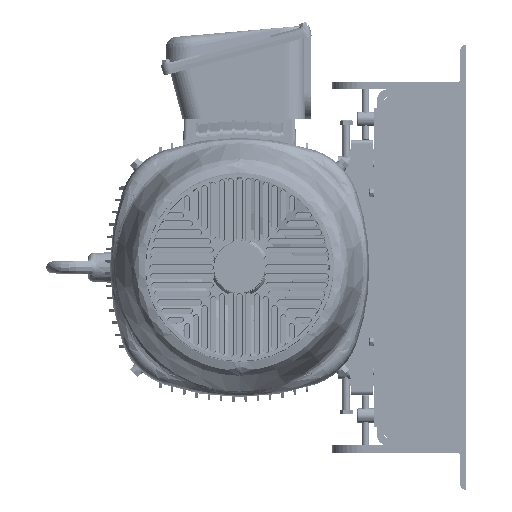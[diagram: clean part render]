
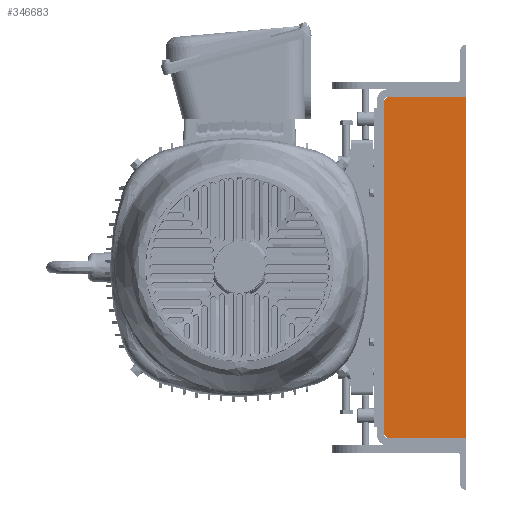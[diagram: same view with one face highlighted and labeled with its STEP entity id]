
A CAD part, left-side view. The second image highlights one B-rep face of the part: STEP entity #346683.
In plain terms, the highlighted planar face has unit normal (-1, 0, 0).
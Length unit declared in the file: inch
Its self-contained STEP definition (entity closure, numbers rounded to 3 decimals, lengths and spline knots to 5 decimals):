
#2684 = VECTOR ( 'NONE', #257808, 39.37008 ) ;
#17591 = VERTEX_POINT ( 'NONE', #39691 ) ;
#20910 = DIRECTION ( 'NONE',  ( 0., 0., -1. ) ) ;
#29389 = VECTOR ( 'NONE', #78316, 39.37008 ) ;
#38330 = LINE ( 'NONE', #136129, #29389 ) ;
#39691 = CARTESIAN_POINT ( 'NONE',  ( 0., 5.5, -0.75 ) ) ;
#43057 = LINE ( 'NONE', #229021, #2684 ) ;
#47203 = CARTESIAN_POINT ( 'NONE',  ( 0., 5.25, -0.5 ) ) ;
#52447 = VERTEX_POINT ( 'NONE', #228245 ) ;
#64588 = DIRECTION ( 'NONE',  ( -1., 0., 0. ) ) ;
#66995 = DIRECTION ( 'NONE',  ( 0., 0., 1. ) ) ;
#78316 = DIRECTION ( 'NONE',  ( 0., -1., 0. ) ) ;
#105511 = ORIENTED_EDGE ( 'NONE', *, *, #315919, .F. ) ;
#105799 = EDGE_CURVE ( 'NONE', #355565, #52447, #198954, .T. ) ;
#116040 = ORIENTED_EDGE ( 'NONE', *, *, #361051, .F. ) ;
#116482 = CARTESIAN_POINT ( 'NONE',  ( 0., 5.5, -23.25 ) ) ;
#126078 = PLANE ( 'NONE',  #126970 ) ;
#126970 = AXIS2_PLACEMENT_3D ( 'NONE', #299531, #64588, #66995 ) ;
#135148 = VERTEX_POINT ( 'NONE', #298386 ) ;
#136129 = CARTESIAN_POINT ( 'NONE',  ( 0., 0., -0.5 ) ) ;
#138768 = FACE_OUTER_BOUND ( 'NONE', #313231, .T. ) ;
#141507 = VERTEX_POINT ( 'NONE', #255946 ) ;
#147931 = LINE ( 'NONE', #47203, #305497 ) ;
#164308 = CARTESIAN_POINT ( 'NONE',  ( 0., 0., -23.5 ) ) ;
#173799 = EDGE_CURVE ( 'NONE', #17591, #141507, #147931, .T. ) ;
#186976 = ORIENTED_EDGE ( 'NONE', *, *, #105799, .F. ) ;
#198954 = LINE ( 'NONE', #164308, #284228 ) ;
#200835 = DIRECTION ( 'NONE',  ( 0., 0., 1. ) ) ;
#217341 = EDGE_CURVE ( 'NONE', #52447, #135148, #43057, .T. ) ;
#228245 = CARTESIAN_POINT ( 'NONE',  ( 0., 0., -23.5 ) ) ;
#229021 = CARTESIAN_POINT ( 'NONE',  ( 0., 5.25, -23.5 ) ) ;
#229290 = ORIENTED_EDGE ( 'NONE', *, *, #217341, .F. ) ;
#232200 = DIRECTION ( 'NONE',  ( 0., 0.707, 0.707 ) ) ;
#247081 = DIRECTION ( 'NONE',  ( 0., -0.707, 0.707 ) ) ;
#255946 = CARTESIAN_POINT ( 'NONE',  ( 0., 5.25, -0.5 ) ) ;
#257808 = DIRECTION ( 'NONE',  ( 0., 1., 0. ) ) ;
#271770 = VECTOR ( 'NONE', #200835, 39.37008 ) ;
#273284 = ORIENTED_EDGE ( 'NONE', *, *, #340292, .F. ) ;
#284228 = VECTOR ( 'NONE', #20910, 39.37008 ) ;
#288939 = VERTEX_POINT ( 'NONE', #324900 ) ;
#291647 = ORIENTED_EDGE ( 'NONE', *, *, #173799, .F. ) ;
#292295 = CARTESIAN_POINT ( 'NONE',  ( 0., 5.5, -0.75 ) ) ;
#295195 = CARTESIAN_POINT ( 'NONE',  ( 0., 0., -0.5 ) ) ;
#298386 = CARTESIAN_POINT ( 'NONE',  ( 0., 5.25, -23.5 ) ) ;
#299531 = CARTESIAN_POINT ( 'NONE',  ( 0., 0., 0.65135 ) ) ;
#305497 = VECTOR ( 'NONE', #247081, 39.37008 ) ;
#313231 = EDGE_LOOP ( 'NONE', ( #186976, #273284, #291647, #116040, #105511, #229290 ) ) ;
#315919 = EDGE_CURVE ( 'NONE', #135148, #288939, #348768, .T. ) ;
#324900 = CARTESIAN_POINT ( 'NONE',  ( 0., 5.5, -23.25 ) ) ;
#330792 = VECTOR ( 'NONE', #232200, 39.37008 ) ;
#334560 = LINE ( 'NONE', #292295, #271770 ) ;
#340292 = EDGE_CURVE ( 'NONE', #141507, #355565, #38330, .T. ) ;
#346683 = ADVANCED_FACE ( 'NONE', ( #138768 ), #126078, .T. ) ;
#348768 = LINE ( 'NONE', #116482, #330792 ) ;
#355565 = VERTEX_POINT ( 'NONE', #295195 ) ;
#361051 = EDGE_CURVE ( 'NONE', #288939, #17591, #334560, .T. ) ;
